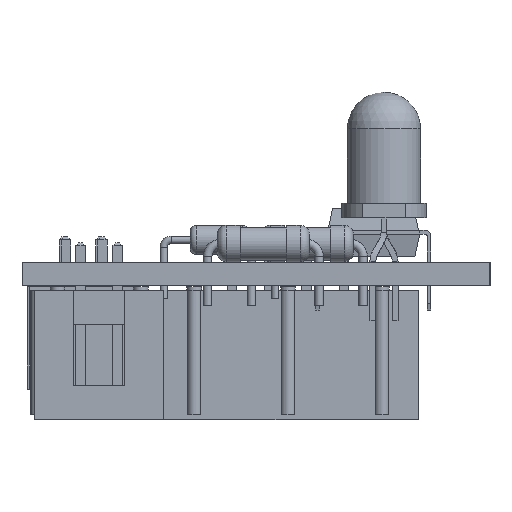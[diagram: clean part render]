
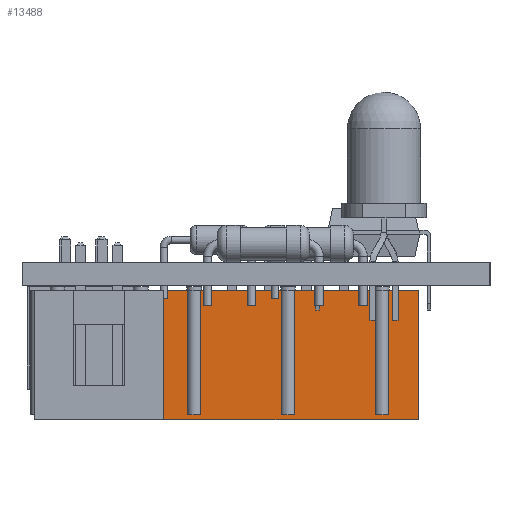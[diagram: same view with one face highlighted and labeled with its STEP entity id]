
A CAD part, left-side view. The second image highlights one B-rep face of the part: STEP entity #13488.
In plain terms, the highlighted face is planar.
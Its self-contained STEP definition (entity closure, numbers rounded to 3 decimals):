
#12718 = EDGE_CURVE('',#12719,#12721,#12723,.T.);
#12719 = VERTEX_POINT('',#12720);
#12720 = CARTESIAN_POINT('',(5.695,5.1,0.25));
#12721 = VERTEX_POINT('',#12722);
#12722 = CARTESIAN_POINT('',(5.695,5.1,9.1));
#12723 = LINE('',#12724,#12725);
#12724 = CARTESIAN_POINT('',(5.695,5.1,0.25));
#12725 = VECTOR('',#12726,1.);
#12726 = DIRECTION('',(0.,0.,1.));
#12783 = VERTEX_POINT('',#12784);
#12784 = CARTESIAN_POINT('',(5.695,-12.72,9.1));
#12790 = EDGE_CURVE('',#12783,#12721,#12791,.T.);
#12791 = LINE('',#12792,#12793);
#12792 = CARTESIAN_POINT('',(5.695,-12.72,9.1));
#12793 = VECTOR('',#12794,1.);
#12794 = DIRECTION('',(0.,1.,0.));
#12991 = VERTEX_POINT('',#12992);
#12992 = CARTESIAN_POINT('',(5.695,-12.72,0.25));
#12998 = EDGE_CURVE('',#12991,#12783,#12999,.T.);
#12999 = LINE('',#13000,#13001);
#13000 = CARTESIAN_POINT('',(5.695,-12.72,0.25));
#13001 = VECTOR('',#13002,1.);
#13002 = DIRECTION('',(0.,0.,1.));
#13038 = EDGE_CURVE('',#13039,#12719,#13041,.T.);
#13039 = VERTEX_POINT('',#13040);
#13040 = CARTESIAN_POINT('',(5.695,3.033,0.25));
#13041 = LINE('',#13042,#13043);
#13042 = CARTESIAN_POINT('',(5.695,-12.72,0.25));
#13043 = VECTOR('',#13044,1.);
#13044 = DIRECTION('',(0.,1.,0.));
#13056 = VERTEX_POINT('',#13057);
#13057 = CARTESIAN_POINT('',(5.695,2.167,0.25));
#13064 = EDGE_CURVE('',#13065,#13056,#13067,.T.);
#13065 = VERTEX_POINT('',#13066);
#13066 = CARTESIAN_POINT('',(5.695,-3.377,0.25));
#13067 = LINE('',#13068,#13069);
#13068 = CARTESIAN_POINT('',(5.695,-12.72,0.25));
#13069 = VECTOR('',#13070,1.);
#13070 = DIRECTION('',(0.,1.,0.));
#13082 = VERTEX_POINT('',#13083);
#13083 = CARTESIAN_POINT('',(5.695,-4.243,0.25));
#13090 = EDGE_CURVE('',#13091,#13082,#13093,.T.);
#13091 = VERTEX_POINT('',#13092);
#13092 = CARTESIAN_POINT('',(5.695,-9.787,0.25));
#13093 = LINE('',#13094,#13095);
#13094 = CARTESIAN_POINT('',(5.695,-12.72,0.25));
#13095 = VECTOR('',#13096,1.);
#13096 = DIRECTION('',(0.,1.,0.));
#13108 = VERTEX_POINT('',#13109);
#13109 = CARTESIAN_POINT('',(5.695,-10.653,0.25));
#13116 = EDGE_CURVE('',#12991,#13108,#13117,.T.);
#13117 = LINE('',#13118,#13119);
#13118 = CARTESIAN_POINT('',(5.695,-12.72,0.25));
#13119 = VECTOR('',#13120,1.);
#13120 = DIRECTION('',(0.,1.,0.));
#13488 = ADVANCED_FACE('',(#13489),#13564,.T.);
#13489 = FACE_BOUND('',#13490,.T.);
#13490 = EDGE_LOOP('',(#13491,#13492,#13493,#13501,#13509,#13515,#13516,
    #13524,#13532,#13538,#13539,#13547,#13555,#13561,#13562,#13563));
#13491 = ORIENTED_EDGE('',*,*,#12998,.F.);
#13492 = ORIENTED_EDGE('',*,*,#13116,.T.);
#13493 = ORIENTED_EDGE('',*,*,#13494,.F.);
#13494 = EDGE_CURVE('',#13495,#13108,#13497,.T.);
#13495 = VERTEX_POINT('',#13496);
#13496 = CARTESIAN_POINT('',(5.695,-10.653,8.75));
#13497 = LINE('',#13498,#13499);
#13498 = CARTESIAN_POINT('',(5.695,-10.653,0.25));
#13499 = VECTOR('',#13500,1.);
#13500 = DIRECTION('',(-0.,-0.,-1.));
#13501 = ORIENTED_EDGE('',*,*,#13502,.F.);
#13502 = EDGE_CURVE('',#13503,#13495,#13505,.T.);
#13503 = VERTEX_POINT('',#13504);
#13504 = CARTESIAN_POINT('',(5.695,-9.787,8.75));
#13505 = LINE('',#13506,#13507);
#13506 = CARTESIAN_POINT('',(5.695,-7.015,8.75));
#13507 = VECTOR('',#13508,1.);
#13508 = DIRECTION('',(0.,-1.,0.));
#13509 = ORIENTED_EDGE('',*,*,#13510,.T.);
#13510 = EDGE_CURVE('',#13503,#13091,#13511,.T.);
#13511 = LINE('',#13512,#13513);
#13512 = CARTESIAN_POINT('',(5.695,-9.787,0.25));
#13513 = VECTOR('',#13514,1.);
#13514 = DIRECTION('',(-0.,-0.,-1.));
#13515 = ORIENTED_EDGE('',*,*,#13090,.T.);
#13516 = ORIENTED_EDGE('',*,*,#13517,.F.);
#13517 = EDGE_CURVE('',#13518,#13082,#13520,.T.);
#13518 = VERTEX_POINT('',#13519);
#13519 = CARTESIAN_POINT('',(5.695,-4.243,8.75));
#13520 = LINE('',#13521,#13522);
#13521 = CARTESIAN_POINT('',(5.695,-4.243,0.25));
#13522 = VECTOR('',#13523,1.);
#13523 = DIRECTION('',(-0.,-0.,-1.));
#13524 = ORIENTED_EDGE('',*,*,#13525,.F.);
#13525 = EDGE_CURVE('',#13526,#13518,#13528,.T.);
#13526 = VERTEX_POINT('',#13527);
#13527 = CARTESIAN_POINT('',(5.695,-3.377,8.75));
#13528 = LINE('',#13529,#13530);
#13529 = CARTESIAN_POINT('',(5.695,-3.81,8.75));
#13530 = VECTOR('',#13531,1.);
#13531 = DIRECTION('',(0.,-1.,0.));
#13532 = ORIENTED_EDGE('',*,*,#13533,.T.);
#13533 = EDGE_CURVE('',#13526,#13065,#13534,.T.);
#13534 = LINE('',#13535,#13536);
#13535 = CARTESIAN_POINT('',(5.695,-3.377,0.25));
#13536 = VECTOR('',#13537,1.);
#13537 = DIRECTION('',(-0.,-0.,-1.));
#13538 = ORIENTED_EDGE('',*,*,#13064,.T.);
#13539 = ORIENTED_EDGE('',*,*,#13540,.F.);
#13540 = EDGE_CURVE('',#13541,#13056,#13543,.T.);
#13541 = VERTEX_POINT('',#13542);
#13542 = CARTESIAN_POINT('',(5.695,2.167,8.75));
#13543 = LINE('',#13544,#13545);
#13544 = CARTESIAN_POINT('',(5.695,2.167,0.25));
#13545 = VECTOR('',#13546,1.);
#13546 = DIRECTION('',(-0.,-0.,-1.));
#13547 = ORIENTED_EDGE('',*,*,#13548,.F.);
#13548 = EDGE_CURVE('',#13549,#13541,#13551,.T.);
#13549 = VERTEX_POINT('',#13550);
#13550 = CARTESIAN_POINT('',(5.695,3.033,8.75));
#13551 = LINE('',#13552,#13553);
#13552 = CARTESIAN_POINT('',(5.695,-0.605,8.75));
#13553 = VECTOR('',#13554,1.);
#13554 = DIRECTION('',(0.,-1.,0.));
#13555 = ORIENTED_EDGE('',*,*,#13556,.T.);
#13556 = EDGE_CURVE('',#13549,#13039,#13557,.T.);
#13557 = LINE('',#13558,#13559);
#13558 = CARTESIAN_POINT('',(5.695,3.033,0.25));
#13559 = VECTOR('',#13560,1.);
#13560 = DIRECTION('',(-0.,-0.,-1.));
#13561 = ORIENTED_EDGE('',*,*,#13038,.T.);
#13562 = ORIENTED_EDGE('',*,*,#12718,.T.);
#13563 = ORIENTED_EDGE('',*,*,#12790,.F.);
#13564 = PLANE('',#13565);
#13565 = AXIS2_PLACEMENT_3D('',#13566,#13567,#13568);
#13566 = CARTESIAN_POINT('',(5.695,-3.81,4.675));
#13567 = DIRECTION('',(1.,0.,0.));
#13568 = DIRECTION('',(0.,0.,1.));
